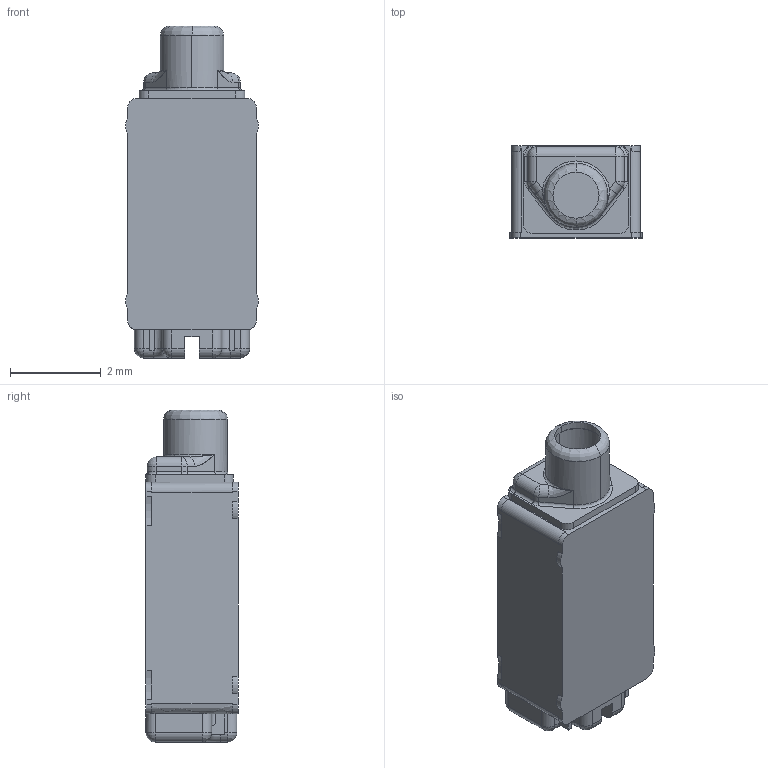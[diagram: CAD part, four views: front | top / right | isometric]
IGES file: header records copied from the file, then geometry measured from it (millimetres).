
Start section:  PTC IGES file: rau-34832-b148_sw0003.igs
Global section: file name: rau-34832-b148_sw0003.igs; native system: Creo Parametric by PTC Inc.; preprocessor: 2021184; author: MMason; organization: Unknown; date: 20220404.114958; units: millimetre
Bounding box: 2.93 x 2.03 x 7.32 mm (x, y, z)
Surface area: 138.7 mm2 (no closed solid volume)
Topology: 0 solids, 0 shells, 254 faces, 1320 edges, 1320 vertices
Faces by surface type: revolution 134, bspline 120
